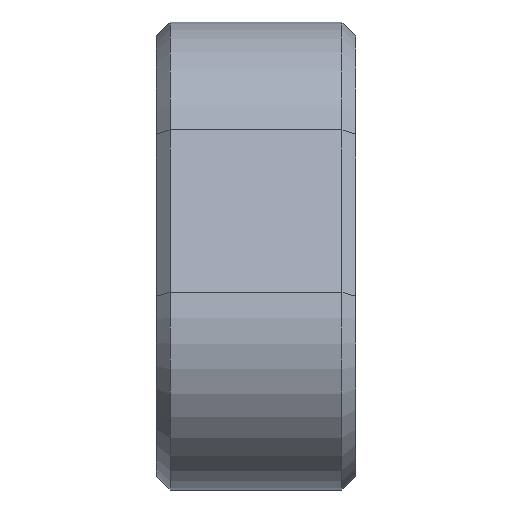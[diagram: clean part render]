
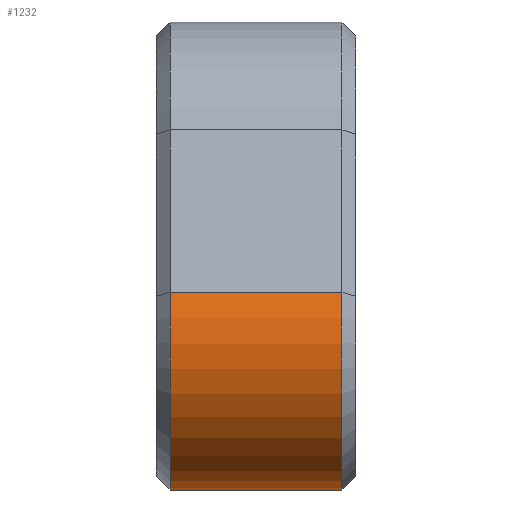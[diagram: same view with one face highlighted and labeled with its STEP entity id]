
A CAD part, left-side view. The second image highlights one B-rep face of the part: STEP entity #1232.
In plain terms, the highlighted cylindrical face has radius 4.5 mm (diameter 9 mm), a partial arc.
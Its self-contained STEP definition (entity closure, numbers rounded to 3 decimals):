
#11 = VERTEX_POINT ( 'NONE', #394 ) ;
#26 = CIRCLE ( 'NONE', #221, 4.5 ) ;
#68 = EDGE_CURVE ( 'NONE', #11, #1233, #107, .T. ) ;
#107 = LINE ( 'NONE', #406, #1478 ) ;
#221 = AXIS2_PLACEMENT_3D ( 'NONE', #1661, #741, #721 ) ;
#333 = DIRECTION ( 'NONE',  ( 0., 1., 0. ) ) ;
#373 = ORIENTED_EDGE ( 'NONE', *, *, #771, .F. ) ;
#394 = CARTESIAN_POINT ( 'NONE',  ( -14.77, -5.464, -3.458 ) ) ;
#399 = ORIENTED_EDGE ( 'NONE', *, *, #436, .T. ) ;
#406 = CARTESIAN_POINT ( 'NONE',  ( -14.77, -26.209, -3.458 ) ) ;
#436 = EDGE_CURVE ( 'NONE', #1233, #736, #26, .T. ) ;
#473 = CARTESIAN_POINT ( 'NONE',  ( -10.468, -5.464, -9.28 ) ) ;
#565 = DIRECTION ( 'NONE',  ( 0., 1., 0. ) ) ;
#611 = DIRECTION ( 'NONE',  ( 0., 0., 1. ) ) ;
#651 = VERTEX_POINT ( 'NONE', #473 ) ;
#666 = CIRCLE ( 'NONE', #830, 4.5 ) ;
#721 = DIRECTION ( 'NONE',  ( 0., 0., -1. ) ) ;
#736 = VERTEX_POINT ( 'NONE', #1688 ) ;
#741 = DIRECTION ( 'NONE',  ( 0., -1., 0. ) ) ;
#747 = DIRECTION ( 'NONE',  ( 0., 1., 0. ) ) ;
#771 = EDGE_CURVE ( 'NONE', #651, #736, #976, .T. ) ;
#830 = AXIS2_PLACEMENT_3D ( 'NONE', #1972, #747, #611 ) ;
#976 = LINE ( 'NONE', #1124, #1097 ) ;
#1089 = ORIENTED_EDGE ( 'NONE', *, *, #68, .T. ) ;
#1097 = VECTOR ( 'NONE', #1904, 1000. ) ;
#1124 = CARTESIAN_POINT ( 'NONE',  ( -10.468, -26.209, -9.28 ) ) ;
#1152 = CARTESIAN_POINT ( 'NONE',  ( -10.468, -26.209, -4.78 ) ) ;
#1232 = ADVANCED_FACE ( 'NONE', ( #1755 ), #1902, .T. ) ;
#1233 = VERTEX_POINT ( 'NONE', #1411 ) ;
#1261 = AXIS2_PLACEMENT_3D ( 'NONE', #1152, #333, #1296 ) ;
#1296 = DIRECTION ( 'NONE',  ( 0., 0., 1. ) ) ;
#1411 = CARTESIAN_POINT ( 'NONE',  ( -14.77, -0.4, -3.458 ) ) ;
#1478 = VECTOR ( 'NONE', #565, 1000. ) ;
#1510 = EDGE_LOOP ( 'NONE', ( #373, #1874, #1089, #399 ) ) ;
#1661 = CARTESIAN_POINT ( 'NONE',  ( -10.468, -0.4, -4.78 ) ) ;
#1688 = CARTESIAN_POINT ( 'NONE',  ( -10.468, -0.4, -9.28 ) ) ;
#1755 = FACE_OUTER_BOUND ( 'NONE', #1510, .T. ) ;
#1874 = ORIENTED_EDGE ( 'NONE', *, *, #1967, .T. ) ;
#1902 = CYLINDRICAL_SURFACE ( 'NONE', #1261, 4.5 ) ;
#1904 = DIRECTION ( 'NONE',  ( 0., 1., 0. ) ) ;
#1967 = EDGE_CURVE ( 'NONE', #651, #11, #666, .T. ) ;
#1972 = CARTESIAN_POINT ( 'NONE',  ( -10.468, -5.464, -4.78 ) ) ;
